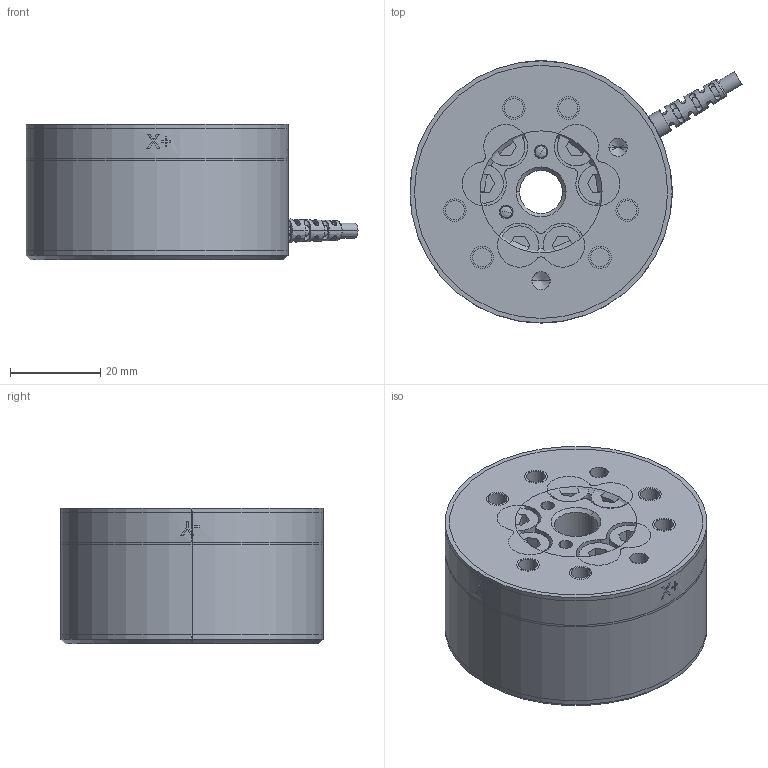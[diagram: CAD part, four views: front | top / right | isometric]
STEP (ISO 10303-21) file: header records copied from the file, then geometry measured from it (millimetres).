
FILE_DESCRIPTION((''),'2;1');
FILE_NAME('MG0007A0','2025-02-20T11:24:01',('sduddu'),(''),'CREO PARAMETRIC BY PTC INC, 2023014','CREO PARAMETRIC BY PTC INC, 2023014','');
FILE_SCHEMA(('AUTOMOTIVE_DESIGN { 1 0 10303 214 1 1 1 1 }'));
Length unit declared in the file: millimetre
Products named in the file (1): MG0007A0
Bounding box: 73.46 x 58 x 30 mm (x, y, z)
Surface area: 37780.2 mm2
Topology: 2 solids, 27 shells, 705 faces, 1787 edges, 1173 vertices
Faces by surface type: cylinder 310, plane 275, cone 58, bspline 40, sphere 13, torus 9
Entity records: 36085 total; most frequent: CARTESIAN_POINT 7474, DIRECTION 3859, ORIENTED_EDGE 3446, PRESENTATION_STYLE_ASSIGNMENT 2372, STYLED_ITEM 1779, CURVE_STYLE 1765, EDGE_CURVE 1747, AXIS2_PLACEMENT_3D 1516
